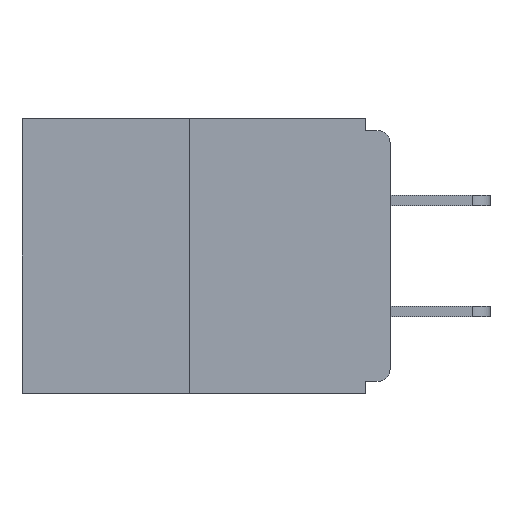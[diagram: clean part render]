
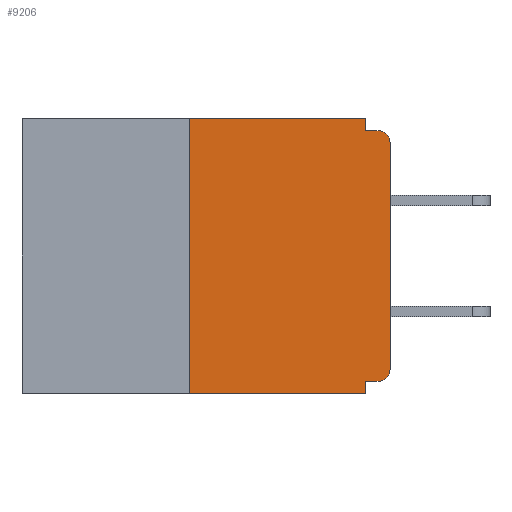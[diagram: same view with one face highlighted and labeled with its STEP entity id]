
A CAD part, left-side view. The second image highlights one B-rep face of the part: STEP entity #9206.
In plain terms, the highlighted planar face has unit normal (-1, 0, 0).
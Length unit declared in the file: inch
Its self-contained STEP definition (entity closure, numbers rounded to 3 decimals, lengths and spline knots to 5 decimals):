
#7 = ORIENTED_EDGE ( 'NONE', *, *, #6553, .F. ) ;
#193 = AXIS2_PLACEMENT_3D ( 'NONE', #10721, #489, #11661 ) ;
#214 = ORIENTED_EDGE ( 'NONE', *, *, #8606, .T. ) ;
#280 = EDGE_CURVE ( 'NONE', #7999, #9757, #6798, .T. ) ;
#489 = DIRECTION ( 'NONE',  ( -1., 0., 0. ) ) ;
#588 = CARTESIAN_POINT ( 'NONE',  ( 0., 0., -0.328 ) ) ;
#783 = VERTEX_POINT ( 'NONE', #8348 ) ;
#1113 = ORIENTED_EDGE ( 'NONE', *, *, #4900, .F. ) ;
#1172 = CARTESIAN_POINT ( 'NONE',  ( 0., 0.015, -0.328 ) ) ;
#1175 = VECTOR ( 'NONE', #10387, 39.37008 ) ;
#1539 = CARTESIAN_POINT ( 'NONE',  ( 0., 0.031, -0.015 ) ) ;
#1925 = CARTESIAN_POINT ( 'NONE',  ( 0., 0., -0.015 ) ) ;
#2001 = CARTESIAN_POINT ( 'NONE',  ( 0., 0.46, 0. ) ) ;
#2338 = VERTEX_POINT ( 'NONE', #3527 ) ;
#2850 = PLANE ( 'NONE',  #4943 ) ;
#2890 = DIRECTION ( 'NONE',  ( 1., 0., 0. ) ) ;
#3019 = LINE ( 'NONE', #588, #7759 ) ;
#3099 = CARTESIAN_POINT ( 'NONE',  ( 0., 0.015, -0.015 ) ) ;
#3527 = CARTESIAN_POINT ( 'NONE',  ( 0., 0.031, -0.328 ) ) ;
#3792 = EDGE_LOOP ( 'NONE', ( #7, #6499, #4129, #4921, #8686, #214, #5737, #4466, #1113, #7115 ) ) ;
#3876 = DIRECTION ( 'NONE',  ( 0., 0., 1. ) ) ;
#3948 = CARTESIAN_POINT ( 'NONE',  ( 0., 0.25, 0. ) ) ;
#4129 = ORIENTED_EDGE ( 'NONE', *, *, #11568, .T. ) ;
#4466 = ORIENTED_EDGE ( 'NONE', *, *, #4764, .T. ) ;
#4477 = CARTESIAN_POINT ( 'NONE',  ( 0., 0., -0.03 ) ) ;
#4668 = DIRECTION ( 'NONE',  ( 0., -1., 0. ) ) ;
#4764 = EDGE_CURVE ( 'NONE', #9097, #11785, #10746, .T. ) ;
#4900 = EDGE_CURVE ( 'NONE', #9757, #11785, #7118, .T. ) ;
#4921 = ORIENTED_EDGE ( 'NONE', *, *, #7552, .F. ) ;
#4943 = AXIS2_PLACEMENT_3D ( 'NONE', #2001, #2890, #9290 ) ;
#5058 = EDGE_CURVE ( 'NONE', #7176, #6707, #7533, .T. ) ;
#5737 = ORIENTED_EDGE ( 'NONE', *, *, #9268, .T. ) ;
#5799 = CARTESIAN_POINT ( 'NONE',  ( 0., 0.46, 0. ) ) ;
#5824 = VECTOR ( 'NONE', #3876, 39.37008 ) ;
#6067 = VECTOR ( 'NONE', #6722, 39.37008 ) ;
#6085 = LINE ( 'NONE', #9411, #1175 ) ;
#6270 = VERTEX_POINT ( 'NONE', #1172 ) ;
#6413 = DIRECTION ( 'NONE',  ( 0., 0., -1. ) ) ;
#6489 = DIRECTION ( 'NONE',  ( -1., 0., 0. ) ) ;
#6499 = ORIENTED_EDGE ( 'NONE', *, *, #5058, .F. ) ;
#6553 = EDGE_CURVE ( 'NONE', #6707, #7999, #7362, .T. ) ;
#6603 = DIRECTION ( 'NONE',  ( 0., -1., 0. ) ) ;
#6707 = VERTEX_POINT ( 'NONE', #10513 ) ;
#6722 = DIRECTION ( 'NONE',  ( 0., -1., 0. ) ) ;
#6798 = LINE ( 'NONE', #8917, #10260 ) ;
#7115 = ORIENTED_EDGE ( 'NONE', *, *, #280, .F. ) ;
#7118 = LINE ( 'NONE', #1925, #10300 ) ;
#7176 = VERTEX_POINT ( 'NONE', #7428 ) ;
#7232 = CARTESIAN_POINT ( 'NONE',  ( 0., 0.031, -0.343 ) ) ;
#7362 = LINE ( 'NONE', #5799, #6067 ) ;
#7373 = EDGE_CURVE ( 'NONE', #6270, #2338, #3019, .T. ) ;
#7428 = CARTESIAN_POINT ( 'NONE',  ( 0., 0.25, -0.343 ) ) ;
#7533 = LINE ( 'NONE', #3948, #5824 ) ;
#7552 = EDGE_CURVE ( 'NONE', #2338, #783, #8619, .T. ) ;
#7759 = VECTOR ( 'NONE', #8745, 39.37008 ) ;
#7999 = VERTEX_POINT ( 'NONE', #10856 ) ;
#8020 = VECTOR ( 'NONE', #6603, 39.37008 ) ;
#8066 = DIRECTION ( 'NONE',  ( 0., 0., -1. ) ) ;
#8264 = DIRECTION ( 'NONE',  ( 0., 0., -1. ) ) ;
#8348 = CARTESIAN_POINT ( 'NONE',  ( 0., 0.031, -0.343 ) ) ;
#8452 = LINE ( 'NONE', #8568, #8020 ) ;
#8568 = CARTESIAN_POINT ( 'NONE',  ( 0., 0.46, -0.343 ) ) ;
#8606 = EDGE_CURVE ( 'NONE', #6270, #10838, #10209, .T. ) ;
#8619 = LINE ( 'NONE', #7232, #9793 ) ;
#8686 = ORIENTED_EDGE ( 'NONE', *, *, #7373, .F. ) ;
#8745 = DIRECTION ( 'NONE',  ( 0., 1., 0. ) ) ;
#8917 = CARTESIAN_POINT ( 'NONE',  ( 0., 0.031, 0. ) ) ;
#9097 = VERTEX_POINT ( 'NONE', #4477 ) ;
#9206 = ADVANCED_FACE ( 'NONE', ( #11413 ), #2850, .F. ) ;
#9268 = EDGE_CURVE ( 'NONE', #10838, #9097, #6085, .T. ) ;
#9290 = DIRECTION ( 'NONE',  ( 0., 0., -1. ) ) ;
#9411 = CARTESIAN_POINT ( 'NONE',  ( 0., 0., 0. ) ) ;
#9757 = VERTEX_POINT ( 'NONE', #1539 ) ;
#9793 = VECTOR ( 'NONE', #8264, 39.37008 ) ;
#10129 = CARTESIAN_POINT ( 'NONE',  ( 0., 0., -0.313 ) ) ;
#10209 = CIRCLE ( 'NONE', #11121, 0.015 ) ;
#10260 = VECTOR ( 'NONE', #8066, 39.37008 ) ;
#10300 = VECTOR ( 'NONE', #4668, 39.37008 ) ;
#10387 = DIRECTION ( 'NONE',  ( 0., 0., 1. ) ) ;
#10513 = CARTESIAN_POINT ( 'NONE',  ( 0., 0.25, 0. ) ) ;
#10721 = CARTESIAN_POINT ( 'NONE',  ( 0., 0.015, -0.03 ) ) ;
#10746 = CIRCLE ( 'NONE', #193, 0.015 ) ;
#10838 = VERTEX_POINT ( 'NONE', #10129 ) ;
#10856 = CARTESIAN_POINT ( 'NONE',  ( 0., 0.031, 0. ) ) ;
#11121 = AXIS2_PLACEMENT_3D ( 'NONE', #11940, #6489, #6413 ) ;
#11413 = FACE_OUTER_BOUND ( 'NONE', #3792, .T. ) ;
#11568 = EDGE_CURVE ( 'NONE', #7176, #783, #8452, .T. ) ;
#11661 = DIRECTION ( 'NONE',  ( 0., 0., -1. ) ) ;
#11785 = VERTEX_POINT ( 'NONE', #3099 ) ;
#11940 = CARTESIAN_POINT ( 'NONE',  ( 0., 0.015, -0.313 ) ) ;
